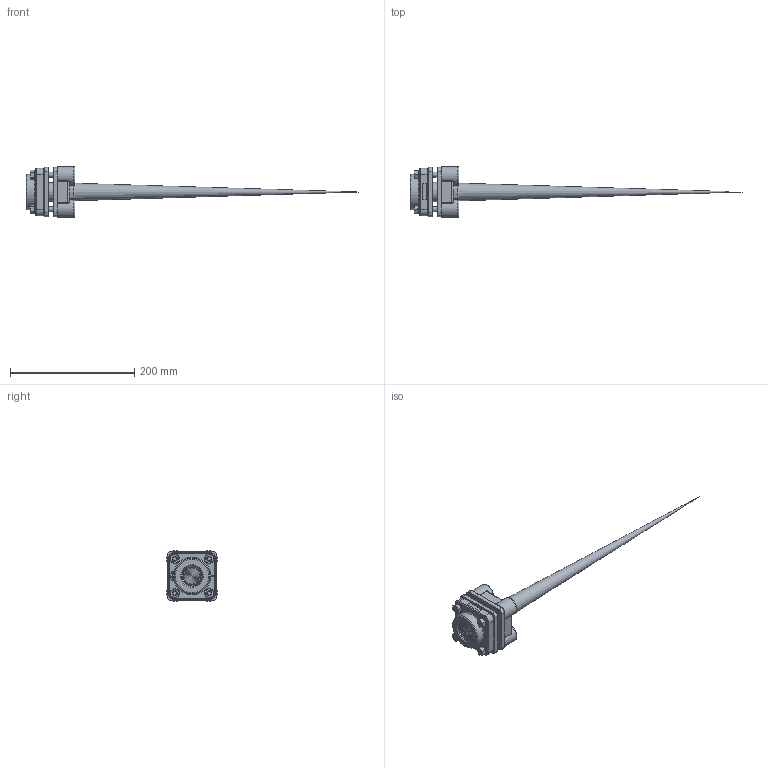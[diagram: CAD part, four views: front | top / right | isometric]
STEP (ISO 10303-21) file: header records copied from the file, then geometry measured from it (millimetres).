
FILE_DESCRIPTION(/* description */ ('1" X 1" NPT BOLTED FLANGE, EPDM '),/* implementation_level */ '2;1');
FILE_NAME(/* name */ 'BF100.stp',/* time_stamp */ '2019-11-09T13:04:15-05:00',/* author */ ('DMK'),/* organization */ (''),/* preprocessor_version */ 'ST-DEVELOPER v17.2',/* originating_system */ 'Autodesk Inventor 2019',/* authorisation */ '');
FILE_SCHEMA (('AUTOMOTIVE_DESIGN { 1 0 10303 214 3 1 1 }'));
Length unit declared in the file: inch
Products named in the file (9): BF100; BF101; BF107; BF304A; V10157; V10118; V10119; BF100GE; VL1004
Assembly tree (21 placements, depth 2):
  BF100
    BF101
    BF107  x4
    BF304A  x4
    V10157
    V10118  x4
    V10119  x4
    BF100GE  x2
    VL1004
Bounding box: 534.39 x 81.69 x 81.69 mm (x, y, z)
Volume: 302270.6 mm3; surface area: 148041.2 mm2
Topology: 21 solids, 21 shells, 1308 faces, 3390 edges, 2197 vertices
Faces by surface type: plane 490, cylinder 322, cone 307, bspline 143, torus 42, sphere 4
Full cylindrical faces by diameter (mm): 6.817 x60, 7.938 x56, 8.636 x8, 8.738 x4, 8.89 x4, 18.288 x4, 18.847 x8, 18.923 x4, 25.908 x1, 38.1 x2, 57.15 x1
Entity records: 31220 total; most frequent: CARTESIAN_POINT 12175, ORIENTED_EDGE 4102, DIRECTION 3440, EDGE_CURVE 2051, VERTEX_POINT 1338, LINE 1208, VECTOR 1208, AXIS2_PLACEMENT_3D 1116
